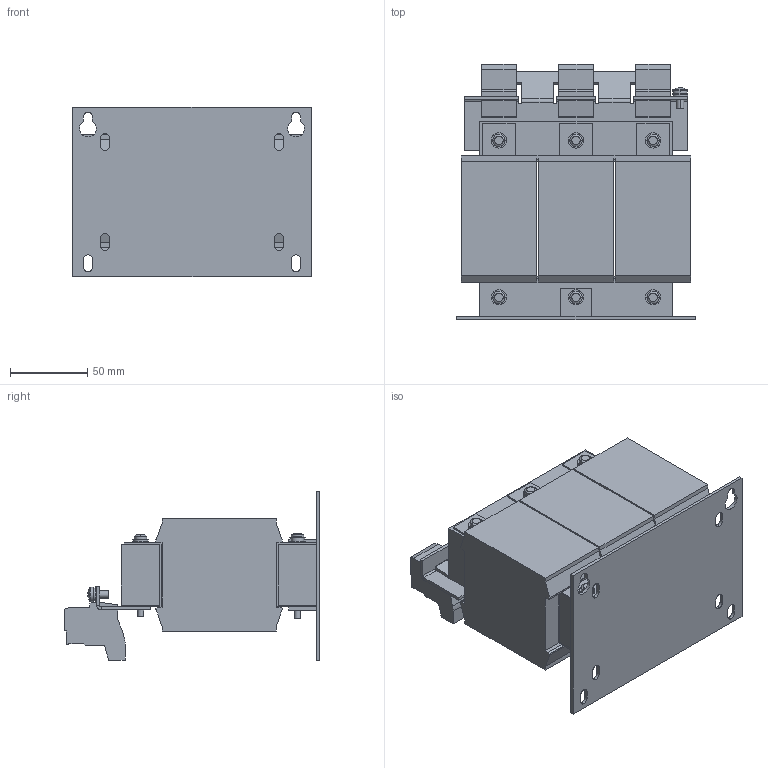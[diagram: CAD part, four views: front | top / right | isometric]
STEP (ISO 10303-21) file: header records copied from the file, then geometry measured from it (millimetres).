
FILE_DESCRIPTION (( 'STEP AP214' ), '1' );
FILE_NAME ('212779.STEP', '2020-05-29T00:06:53', ( '' ), ( '' ), 'SwSTEP 2.0', 'SolidWorks 2018', '' );
FILE_SCHEMA (( 'AUTOMOTIVE_DESIGN' ));
Length unit declared in the file: millimetre
Products named in the file (1): 212779
Bounding box: 155 x 165.8 x 110 mm (x, y, z)
Volume: 1199478.8 mm3; surface area: 158541.6 mm2
Topology: 1 solids, 1 shells, 613 faces, 1660 edges, 1067 vertices
Faces by surface type: plane 475, cylinder 113, sphere 14, cone 6, torus 5
Entity records: 19116 total; most frequent: CARTESIAN_POINT 3387, ORIENTED_EDGE 3316, DIRECTION 3174, EDGE_CURVE 1658, VECTOR 1338, LINE 1338, VERTEX_POINT 1067, AXIS2_PLACEMENT_3D 918
